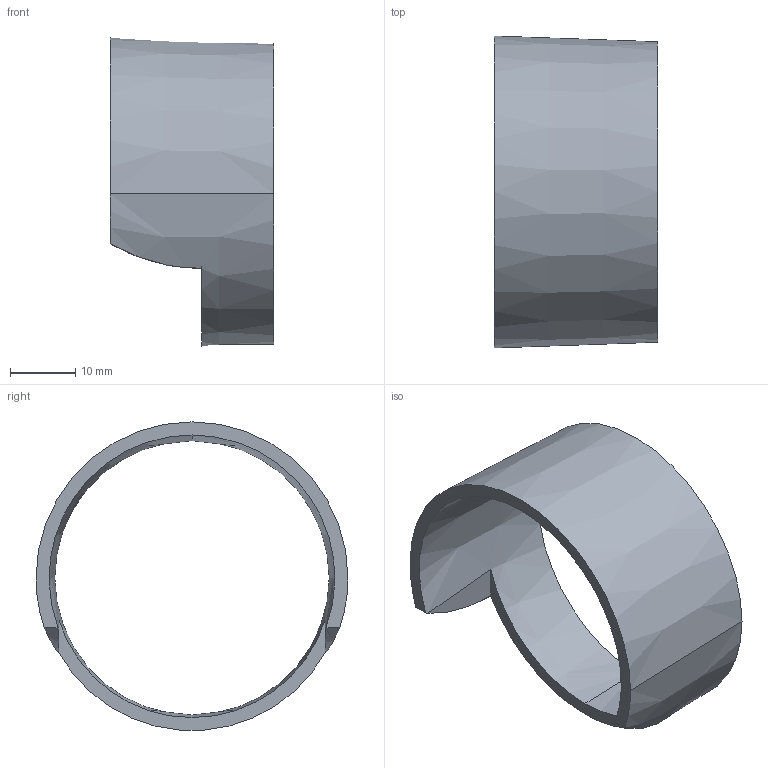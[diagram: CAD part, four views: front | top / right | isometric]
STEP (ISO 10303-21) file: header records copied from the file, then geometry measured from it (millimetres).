
FILE_DESCRIPTION (( 'STEP AP203' ), '1' );
FILE_NAME ('shank right.sldasm-Part-1_默认_sldprt.STEP', '2018-02-03T08:03:00', ( '' ), ( '' ), 'SwSTEP 2.0', 'SolidWorks 2014', '' );
FILE_SCHEMA (( 'CONFIG_CONTROL_DESIGN' ));
Length unit declared in the file: millimetre
Products named in the file (1): shank right.sldasm-Part-1_默认_sldprt
Bounding box: 25 x 47.75 x 47.18 mm (x, y, z)
Volume: 5584.6 mm3; surface area: 6227.2 mm2
Topology: 1 solids, 1 shells, 11 faces, 28 edges, 18 vertices
Faces by surface type: plane 5, cone 4, cylinder 2
Entity records: 443 total; most frequent: CARTESIAN_POINT 92, DIRECTION 60, ORIENTED_EDGE 56, EDGE_CURVE 28, AXIS2_PLACEMENT_3D 26, VERTEX_POINT 18, CIRCLE 14, EDGE_LOOP 12
